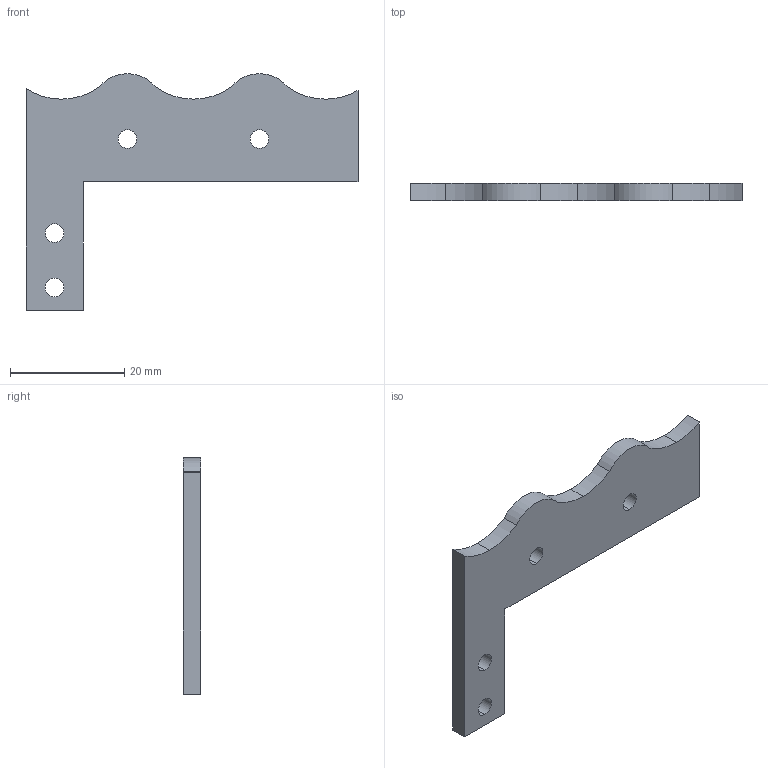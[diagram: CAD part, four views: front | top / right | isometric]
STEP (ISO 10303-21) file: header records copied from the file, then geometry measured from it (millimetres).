
FILE_DESCRIPTION (( 'STEP AP203' ), '1' );
FILE_NAME ('MasterPos5SegSCS.STEP', '2024-09-24T16:39:22', ( '' ), ( '' ), 'SwSTEP 2.0', 'SolidWorks 2024', '' );
FILE_SCHEMA (( 'CONFIG_CONTROL_DESIGN' ));
Length unit declared in the file: millimetre
Products named in the file (1): MasterPos5SegSCS
Bounding box: 58.22 x 3 x 41.44 mm (x, y, z)
Volume: 3404.5 mm3; surface area: 2990.1 mm2
Topology: 1 solids, 1 shells, 23 faces, 63 edges, 42 vertices
Faces by surface type: cylinder 16, plane 7
Entity records: 842 total; most frequent: DIRECTION 143, CARTESIAN_POINT 129, ORIENTED_EDGE 126, EDGE_CURVE 63, AXIS2_PLACEMENT_3D 56, VERTEX_POINT 42, CIRCLE 32, LINE 31
